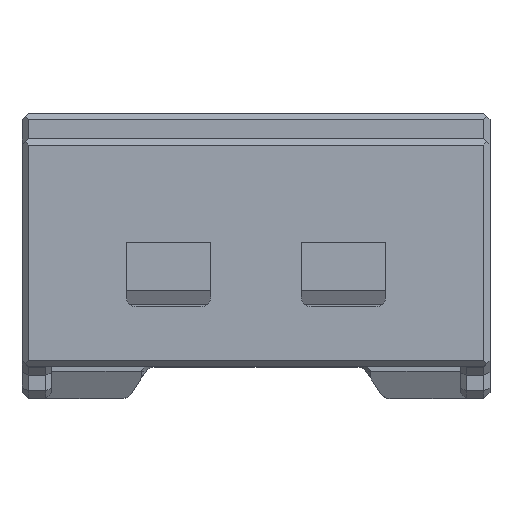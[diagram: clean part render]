
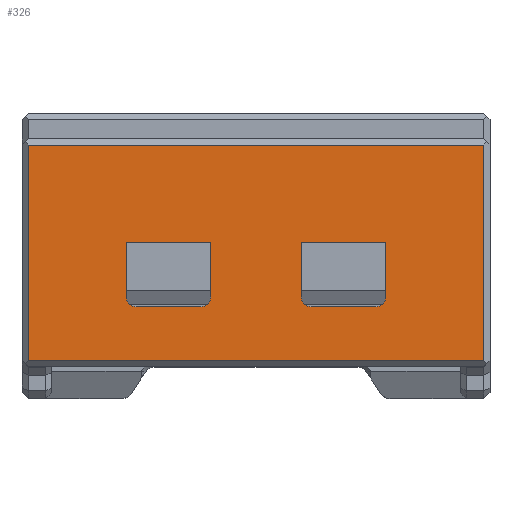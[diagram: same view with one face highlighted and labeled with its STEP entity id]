
A CAD part, top view. The second image highlights one B-rep face of the part: STEP entity #326.
In plain terms, the highlighted planar face has unit normal (0, 0, 1).
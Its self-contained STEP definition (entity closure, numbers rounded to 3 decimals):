
#283 = EDGE_CURVE('',#284,#286,#288,.T.);
#284 = VERTEX_POINT('',#285);
#285 = CARTESIAN_POINT('',(5.79,-3.99,6.95));
#286 = VERTEX_POINT('',#287);
#287 = CARTESIAN_POINT('',(5.79,1.49,6.95));
#288 = LINE('',#289,#290);
#289 = CARTESIAN_POINT('',(5.79,-3.99,6.95));
#290 = VECTOR('',#291,1.);
#291 = DIRECTION('',(0.,1.,0.));
#326 = ADVANCED_FACE('',(#327,#352,#404),#456,.T.);
#327 = FACE_BOUND('',#328,.F.);
#328 = EDGE_LOOP('',(#329,#337,#345,#351));
#329 = ORIENTED_EDGE('',*,*,#330,.F.);
#330 = EDGE_CURVE('',#331,#284,#333,.T.);
#331 = VERTEX_POINT('',#332);
#332 = CARTESIAN_POINT('',(-5.79,-3.99,6.95));
#333 = LINE('',#334,#335);
#334 = CARTESIAN_POINT('',(-5.79,-3.99,6.95));
#335 = VECTOR('',#336,1.);
#336 = DIRECTION('',(1.,0.,0.));
#337 = ORIENTED_EDGE('',*,*,#338,.T.);
#338 = EDGE_CURVE('',#331,#339,#341,.T.);
#339 = VERTEX_POINT('',#340);
#340 = CARTESIAN_POINT('',(-5.79,1.49,6.95));
#341 = LINE('',#342,#343);
#342 = CARTESIAN_POINT('',(-5.79,-3.99,6.95));
#343 = VECTOR('',#344,1.);
#344 = DIRECTION('',(0.,1.,0.));
#345 = ORIENTED_EDGE('',*,*,#346,.F.);
#346 = EDGE_CURVE('',#286,#339,#347,.T.);
#347 = LINE('',#348,#349);
#348 = CARTESIAN_POINT('',(5.79,1.49,6.95));
#349 = VECTOR('',#350,1.);
#350 = DIRECTION('',(-1.,0.,0.));
#351 = ORIENTED_EDGE('',*,*,#283,.F.);
#352 = FACE_BOUND('',#353,.F.);
#353 = EDGE_LOOP('',(#354,#364,#372,#381,#389,#398));
#354 = ORIENTED_EDGE('',*,*,#355,.T.);
#355 = EDGE_CURVE('',#356,#358,#360,.T.);
#356 = VERTEX_POINT('',#357);
#357 = CARTESIAN_POINT('',(-1.15,-1.,6.95));
#358 = VERTEX_POINT('',#359);
#359 = CARTESIAN_POINT('',(-3.3,-1.,6.95));
#360 = LINE('',#361,#362);
#361 = CARTESIAN_POINT('',(-1.15,-1.,6.95));
#362 = VECTOR('',#363,1.);
#363 = DIRECTION('',(-1.,0.,0.));
#364 = ORIENTED_EDGE('',*,*,#365,.T.);
#365 = EDGE_CURVE('',#358,#366,#368,.T.);
#366 = VERTEX_POINT('',#367);
#367 = CARTESIAN_POINT('',(-3.3,-2.37,6.95));
#368 = LINE('',#369,#370);
#369 = CARTESIAN_POINT('',(-3.3,-1.,6.95));
#370 = VECTOR('',#371,1.);
#371 = DIRECTION('',(0.,-1.,0.));
#372 = ORIENTED_EDGE('',*,*,#373,.T.);
#373 = EDGE_CURVE('',#366,#374,#376,.T.);
#374 = VERTEX_POINT('',#375);
#375 = CARTESIAN_POINT('',(-3.05,-2.62,6.95));
#376 = CIRCLE('',#377,0.25);
#377 = AXIS2_PLACEMENT_3D('',#378,#379,#380);
#378 = CARTESIAN_POINT('',(-3.05,-2.37,6.95));
#379 = DIRECTION('',(0.,0.,1.));
#380 = DIRECTION('',(-1.,0.,0.));
#381 = ORIENTED_EDGE('',*,*,#382,.T.);
#382 = EDGE_CURVE('',#374,#383,#385,.T.);
#383 = VERTEX_POINT('',#384);
#384 = CARTESIAN_POINT('',(-1.4,-2.62,6.95));
#385 = LINE('',#386,#387);
#386 = CARTESIAN_POINT('',(-3.05,-2.62,6.95));
#387 = VECTOR('',#388,1.);
#388 = DIRECTION('',(1.,0.,0.));
#389 = ORIENTED_EDGE('',*,*,#390,.T.);
#390 = EDGE_CURVE('',#383,#391,#393,.T.);
#391 = VERTEX_POINT('',#392);
#392 = CARTESIAN_POINT('',(-1.15,-2.37,6.95));
#393 = CIRCLE('',#394,0.25);
#394 = AXIS2_PLACEMENT_3D('',#395,#396,#397);
#395 = CARTESIAN_POINT('',(-1.4,-2.37,6.95));
#396 = DIRECTION('',(0.,0.,1.));
#397 = DIRECTION('',(0.,-1.,0.));
#398 = ORIENTED_EDGE('',*,*,#399,.T.);
#399 = EDGE_CURVE('',#391,#356,#400,.T.);
#400 = LINE('',#401,#402);
#401 = CARTESIAN_POINT('',(-1.15,-2.37,6.95));
#402 = VECTOR('',#403,1.);
#403 = DIRECTION('',(0.,1.,0.));
#404 = FACE_BOUND('',#405,.F.);
#405 = EDGE_LOOP('',(#406,#416,#425,#433,#442,#450));
#406 = ORIENTED_EDGE('',*,*,#407,.T.);
#407 = EDGE_CURVE('',#408,#410,#412,.T.);
#408 = VERTEX_POINT('',#409);
#409 = CARTESIAN_POINT('',(1.15,-1.,6.95));
#410 = VERTEX_POINT('',#411);
#411 = CARTESIAN_POINT('',(1.15,-2.37,6.95));
#412 = LINE('',#413,#414);
#413 = CARTESIAN_POINT('',(1.15,-1.,6.95));
#414 = VECTOR('',#415,1.);
#415 = DIRECTION('',(0.,-1.,0.));
#416 = ORIENTED_EDGE('',*,*,#417,.T.);
#417 = EDGE_CURVE('',#410,#418,#420,.T.);
#418 = VERTEX_POINT('',#419);
#419 = CARTESIAN_POINT('',(1.4,-2.62,6.95));
#420 = CIRCLE('',#421,0.25);
#421 = AXIS2_PLACEMENT_3D('',#422,#423,#424);
#422 = CARTESIAN_POINT('',(1.4,-2.37,6.95));
#423 = DIRECTION('',(0.,0.,1.));
#424 = DIRECTION('',(-1.,0.,0.));
#425 = ORIENTED_EDGE('',*,*,#426,.T.);
#426 = EDGE_CURVE('',#418,#427,#429,.T.);
#427 = VERTEX_POINT('',#428);
#428 = CARTESIAN_POINT('',(3.05,-2.62,6.95));
#429 = LINE('',#430,#431);
#430 = CARTESIAN_POINT('',(1.4,-2.62,6.95));
#431 = VECTOR('',#432,1.);
#432 = DIRECTION('',(1.,0.,0.));
#433 = ORIENTED_EDGE('',*,*,#434,.T.);
#434 = EDGE_CURVE('',#427,#435,#437,.T.);
#435 = VERTEX_POINT('',#436);
#436 = CARTESIAN_POINT('',(3.3,-2.37,6.95));
#437 = CIRCLE('',#438,0.25);
#438 = AXIS2_PLACEMENT_3D('',#439,#440,#441);
#439 = CARTESIAN_POINT('',(3.05,-2.37,6.95));
#440 = DIRECTION('',(0.,0.,1.));
#441 = DIRECTION('',(0.,-1.,0.));
#442 = ORIENTED_EDGE('',*,*,#443,.T.);
#443 = EDGE_CURVE('',#435,#444,#446,.T.);
#444 = VERTEX_POINT('',#445);
#445 = CARTESIAN_POINT('',(3.3,-1.,6.95));
#446 = LINE('',#447,#448);
#447 = CARTESIAN_POINT('',(3.3,-2.37,6.95));
#448 = VECTOR('',#449,1.);
#449 = DIRECTION('',(0.,1.,0.));
#450 = ORIENTED_EDGE('',*,*,#451,.T.);
#451 = EDGE_CURVE('',#444,#408,#452,.T.);
#452 = LINE('',#453,#454);
#453 = CARTESIAN_POINT('',(3.3,-1.,6.95));
#454 = VECTOR('',#455,1.);
#455 = DIRECTION('',(-1.,0.,0.));
#456 = PLANE('',#457);
#457 = AXIS2_PLACEMENT_3D('',#458,#459,#460);
#458 = CARTESIAN_POINT('',(5.95,2.3,6.95));
#459 = DIRECTION('',(0.,0.,1.));
#460 = DIRECTION('',(-1.,0.,0.));
